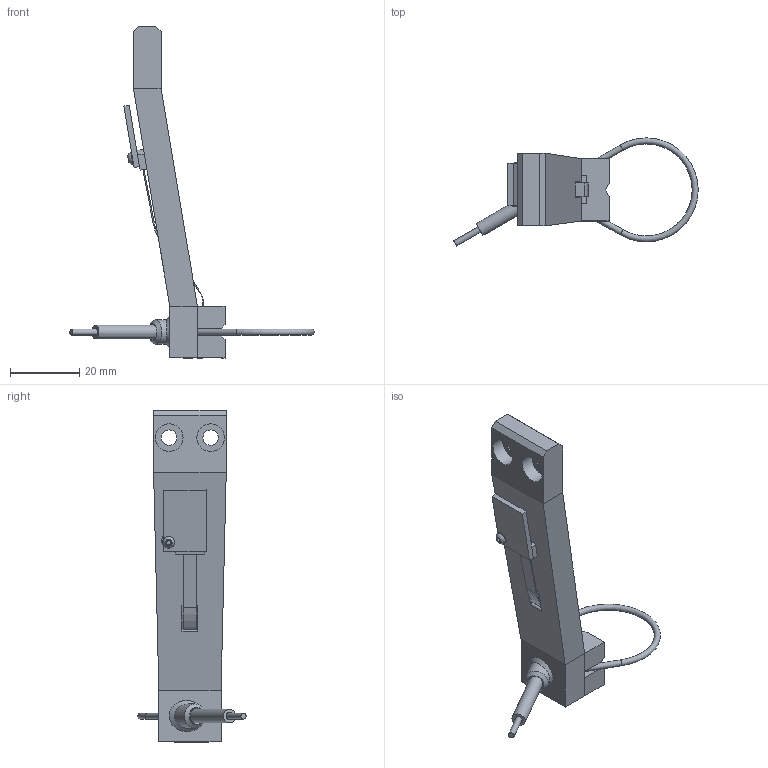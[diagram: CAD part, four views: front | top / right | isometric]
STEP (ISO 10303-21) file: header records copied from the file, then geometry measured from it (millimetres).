
FILE_DESCRIPTION(/* description */ (''),/* implementation_level */ '2;1');
FILE_NAME(/* name */ 'CLG Finger.step',/* time_stamp */ '2023-08-28T12:02:31+01:00',/* author */ (''),/* organization */ (''),/* preprocessor_version */ 'ST-DEVELOPER v20',/* originating_system */ 'Autodesk Translation Framework v12.9.0.99',/* authorisation */ '');
FILE_SCHEMA (('AUTOMOTIVE_DESIGN { 1 0 10303 214 3 1 1 }'));
Length unit declared in the file: millimetre
Products named in the file (12): CLG Finger; Finger; Fingertip top; Fingertip bottom; Cable rest; Singletact v3; Capacitance Sensor v2; Singletact PDMS; Button Head Hex Drive Screw; Alloy Steel Cone-Point Set Screw; Cable; Bowden tube
Assembly tree (11 placements, depth 3):
  CLG Finger
    Finger
    Fingertip top
    Fingertip bottom
    Cable rest
    Singletact v3
      Capacitance Sensor v2
      Singletact PDMS
    Button Head Hex Drive Screw
    Alloy Steel Cone-Point Set Screw
    Cable
    Bowden tube
Bounding box: 70.66 x 31.3 x 96 mm (x, y, z)
Volume: 17312.4 mm3; surface area: 10880 mm2
Topology: 10 solids, 10 shells, 282 faces, 661 edges, 417 vertices
Faces by surface type: plane 146, cylinder 97, cone 32, bspline 5, sphere 1, torus 1
Full cylindrical faces by diameter (mm): 1.48 x11, 1.6 x2, 1.75 x2, 1.8 x1, 2 x12, 2.2 x2, 2.35 x10, 2.5 x1, 2.7 x4, 3 x16, 3.5 x1, 4 x3, 4.5 x2, 7 x1, 8 x3
Entity records: 11917 total; most frequent: CARTESIAN_POINT 5230, ORIENTED_EDGE 1320, DIRECTION 1282, EDGE_CURVE 660, AXIS2_PLACEMENT_3D 447, VERTEX_POINT 417, LINE 388, VECTOR 388
